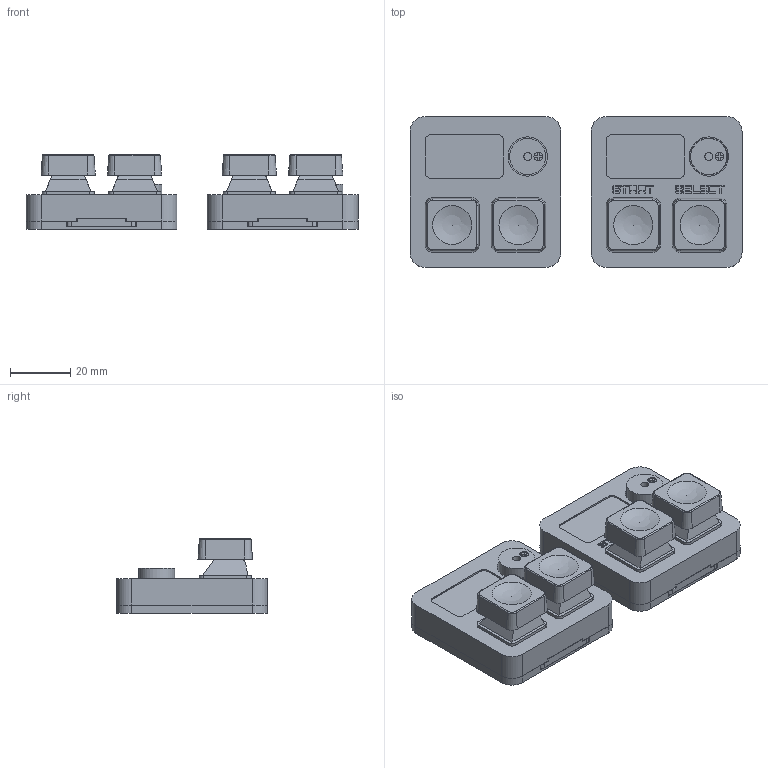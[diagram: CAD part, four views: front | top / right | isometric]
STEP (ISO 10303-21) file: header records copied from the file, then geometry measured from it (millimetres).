
FILE_DESCRIPTION(/* description */ ('STEP AP242','CAx-IF Rec.Pracs.---Representation and Presentation of Product Manufacturing Information (PMI)---4.0---2014-10-13','CAx-IF Rec.Pracs.---3D Tessellated Geometry---0.4---2014-09-14','2;1'),/* implementation_level */ '2;1');
FILE_NAME(/* name */ '65f3252273caa02e9a8e4e86',/* time_stamp */ '2024-03-14T16:26:12Z',/* author */ (''),/* organization */ (''),/* preprocessor_version */ 'ST-DEVELOPER v19.4',/* originating_system */ ' ',/* authorisation */ ' ');
FILE_SCHEMA (('AP242_MANAGED_MODEL_BASED_3D_ENGINEERING_MIM_LF { 1 0 10303 442 1 1 4 }'));
Length unit declared in the file: metre
Products named in the file (38): Assembly 1; TOP WITH INLAY; Part 23; TOP; Part 9; Part 16; Part 32; Part 28; Part 18; Part 26; Part 22; Part 10; Node MCU ESP-12F; BOTTOM; Part 8; Part 30; Piezzo Buzzer; Cherry MX Switch 1; Part 35; Part 12; Part 27; Part 15; Cherry MX Switch 2; Bottom with inlay; Part 21; Part 13; Part 36; Part 34; Part 24; Part 29; I2C 0.96" OLED; Part 11; Part 17; Part 14; Part 33; Part 31; Part 25
Assembly tree (43 placements, depth 2):
  Assembly 1
    TOP WITH INLAY
    Part 23
    TOP
    Part 9
    Part 16
    Part 32
    Part 28  x2
    Part 18  x4
    Part 26
    Part 22
    Part 10
    Node MCU ESP-12F
    BOTTOM
    Part 8
    Part 30  x2
    Piezzo Buzzer  x2
    Cherry MX Switch 1
    Part 35
    Part 12
    Part 27
    Part 15
    Cherry MX Switch 2
    Bottom with inlay
    Part 21
    Part 13
    Part 36
    Part 34
    Part 24
    Part 29
    Part 18
    I2C 0.96" OLED
    Part 11
    Part 17
    Part 14
    Part 33
    Part 31
    Part 25
Bounding box: 110 x 50 x 24.73 mm (x, y, z)
Volume: 48658.2 mm3; surface area: 47788 mm2
Topology: 43 solids, 43 shells, 1915 faces, 5147 edges, 3408 vertices
Faces by surface type: plane 1183, bspline 420, cylinder 228, torus 44, cone 36, sphere 4
Full cylindrical faces by diameter (mm): 1 x8, 2 x8, 2.6 x3, 2.85 x16, 2.866 x3, 3 x11, 4 x4, 5.7 x8, 12 x3, 13 x2
Entity records: 53549 total; most frequent: CARTESIAN_POINT 13545, ORIENTED_EDGE 8782, DIRECTION 6568, EDGE_CURVE 4391, LINE 3138, VECTOR 3138, VERTEX_POINT 2962, EDGE_LOOP 1875
